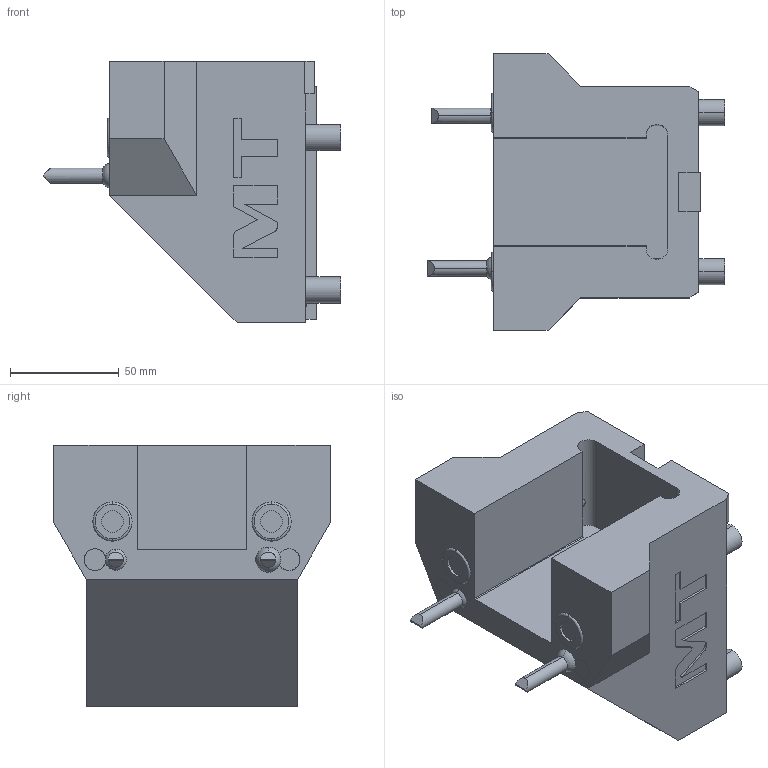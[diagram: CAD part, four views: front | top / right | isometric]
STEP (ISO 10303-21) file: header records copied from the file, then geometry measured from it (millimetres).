
FILE_DESCRIPTION((''),'2;1');
FILE_NAME('0885000_CONF','2023-05-08T12:11:15',('gvalli'),('M.T. srl'),'CREO PARAMETRIC BY PTC INC, 2021072','CREO PARAMETRIC BY PTC INC, 2021072','');
FILE_SCHEMA(('CONFIG_CONTROL_DESIGN'));
Length unit declared in the file: millimetre
Products named in the file (1): 0885000_CONF
Bounding box: 136.31 x 127 x 120 mm (x, y, z)
Volume: 754786.7 mm3; surface area: 73705.4 mm2
Topology: 1 solids, 1 shells, 143 faces, 361 edges, 238 vertices
Faces by surface type: plane 103, cylinder 24, torus 8, extrusion 4, sphere 4
Entity records: 4626 total; most frequent: CARTESIAN_POINT 1107, ORIENTED_EDGE 722, DIRECTION 699, EDGE_CURVE 361, VECTOR 261, LINE 257, VERTEX_POINT 238, AXIS2_PLACEMENT_3D 219
